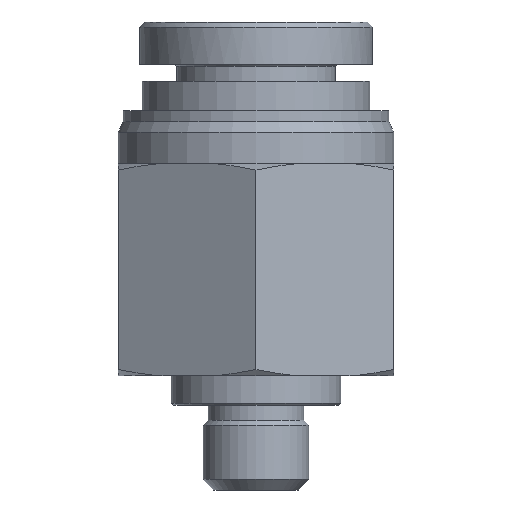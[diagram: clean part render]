
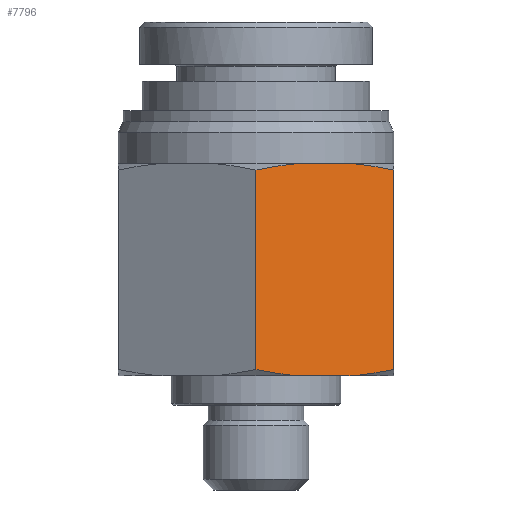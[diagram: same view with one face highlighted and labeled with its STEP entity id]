
A CAD part, left-side view. The second image highlights one B-rep face of the part: STEP entity #7796.
In plain terms, the highlighted face is planar.
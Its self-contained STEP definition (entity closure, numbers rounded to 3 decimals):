
#5624=CARTESIAN_POINT('',(-6.5,15.109,-3.753));
#5625=VERTEX_POINT('',#5624);
#5639=CARTESIAN_POINT('',(-6.5,5.691,-3.753));
#5640=VERTEX_POINT('',#5639);
#5641=CARTESIAN_POINT('',(-6.5,15.109,-3.753));
#5642=DIRECTION('',(0.0,-1.0,0.0));
#5643=VECTOR('',#5642,9.418);
#5644=LINE('',#5641,#5643);
#5645=EDGE_CURVE('',#5625,#5640,#5644,.T.);
#7235=CARTESIAN_POINT('',(-4.677,5.4,-4.805));
#7236=VERTEX_POINT('',#7235);
#7237=CARTESIAN_POINT('',(-4.677,5.4,-4.805));
#7238=CARTESIAN_POINT('',(-5.537,5.489,-4.309));
#7239=CARTESIAN_POINT('',(-6.5,5.691,-3.753));
#7247=(BOUNDED_CURVE()B_SPLINE_CURVE(2,(#7237,#7238,#7239),.UNSPECIFIED.,.F.,.U.)B_SPLINE_CURVE_WITH_KNOTS((3,3),(0.0,0.238),.UNSPECIFIED.)CURVE()GEOMETRIC_REPRESENTATION_ITEM()RATIONAL_B_SPLINE_CURVE((1.0,1.026,1.029))REPRESENTATION_ITEM(''));
#7248=EDGE_CURVE('',#7236,#5640,#7247,.T.);
#7266=CARTESIAN_POINT('',(0.,5.691,-7.506));
#7267=VERTEX_POINT('',#7266);
#7268=CARTESIAN_POINT('',(-1.823,5.4,-6.453));
#7269=VERTEX_POINT('',#7268);
#7270=CARTESIAN_POINT('',(0.,5.691,-7.506));
#7271=CARTESIAN_POINT('',(-0.963,5.489,-6.95));
#7272=CARTESIAN_POINT('',(-1.823,5.4,-6.453));
#7280=(BOUNDED_CURVE()B_SPLINE_CURVE(2,(#7270,#7271,#7272),.UNSPECIFIED.,.F.,.U.)B_SPLINE_CURVE_WITH_KNOTS((3,3),(0.308,0.545),.UNSPECIFIED.)CURVE()GEOMETRIC_REPRESENTATION_ITEM()RATIONAL_B_SPLINE_CURVE((1.029,1.026,1.0))REPRESENTATION_ITEM(''));
#7281=EDGE_CURVE('',#7267,#7269,#7280,.T.);
#7728=CARTESIAN_POINT('',(-6.5,15.4,-3.753));
#7729=DIRECTION('',(-0.5,0.,-0.866));
#7730=DIRECTION('',(0.866,0.,-0.5));
#7731=AXIS2_PLACEMENT_3D('',#7728,#7729,#7730);
#7732=PLANE('',#7731);
#7733=ORIENTED_EDGE('',*,*,#7248,.T.);
#7734=ORIENTED_EDGE('',*,*,#5645,.F.);
#7735=CARTESIAN_POINT('',(-4.677,15.4,-4.805));
#7736=VERTEX_POINT('',#7735);
#7737=CARTESIAN_POINT('',(-6.5,15.109,-3.753));
#7738=CARTESIAN_POINT('',(-5.537,15.311,-4.309));
#7739=CARTESIAN_POINT('',(-4.677,15.4,-4.805));
#7747=(BOUNDED_CURVE()B_SPLINE_CURVE(2,(#7737,#7738,#7739),.UNSPECIFIED.,.F.,.U.)B_SPLINE_CURVE_WITH_KNOTS((3,3),(0.308,0.545),.UNSPECIFIED.)CURVE()GEOMETRIC_REPRESENTATION_ITEM()RATIONAL_B_SPLINE_CURVE((1.029,1.026,1.0))REPRESENTATION_ITEM(''));
#7748=EDGE_CURVE('',#5625,#7736,#7747,.T.);
#7749=ORIENTED_EDGE('',*,*,#7748,.T.);
#7750=CARTESIAN_POINT('',(-3.25,15.4,-5.629));
#7751=VERTEX_POINT('',#7750);
#7752=CARTESIAN_POINT('',(-3.25,15.4,-5.629));
#7753=DIRECTION('',(-0.866,0.0,0.5));
#7754=VECTOR('',#7753,1.648);
#7755=LINE('',#7752,#7754);
#7756=EDGE_CURVE('',#7751,#7736,#7755,.T.);
#7757=ORIENTED_EDGE('',*,*,#7756,.F.);
#7758=CARTESIAN_POINT('',(-1.823,15.4,-6.453));
#7759=VERTEX_POINT('',#7758);
#7760=CARTESIAN_POINT('',(-1.823,15.4,-6.453));
#7761=DIRECTION('',(-0.866,0.0,0.5));
#7762=VECTOR('',#7761,1.648);
#7763=LINE('',#7760,#7762);
#7764=EDGE_CURVE('',#7759,#7751,#7763,.T.);
#7765=ORIENTED_EDGE('',*,*,#7764,.F.);
#7766=CARTESIAN_POINT('',(0.,15.109,-7.506));
#7767=VERTEX_POINT('',#7766);
#7768=CARTESIAN_POINT('',(-1.823,15.4,-6.453));
#7769=CARTESIAN_POINT('',(-0.963,15.311,-6.95));
#7770=CARTESIAN_POINT('',(0.,15.109,-7.506));
#7778=(BOUNDED_CURVE()B_SPLINE_CURVE(2,(#7768,#7769,#7770),.UNSPECIFIED.,.F.,.U.)B_SPLINE_CURVE_WITH_KNOTS((3,3),(0.0,0.238),.UNSPECIFIED.)CURVE()GEOMETRIC_REPRESENTATION_ITEM()RATIONAL_B_SPLINE_CURVE((1.0,1.026,1.029))REPRESENTATION_ITEM(''));
#7779=EDGE_CURVE('',#7759,#7767,#7778,.T.);
#7780=ORIENTED_EDGE('',*,*,#7779,.T.);
#7781=CARTESIAN_POINT('',(0.,15.109,-7.506));
#7782=DIRECTION('',(0.0,-1.0,0.0));
#7783=VECTOR('',#7782,9.418);
#7784=LINE('',#7781,#7783);
#7785=EDGE_CURVE('',#7767,#7267,#7784,.T.);
#7786=ORIENTED_EDGE('',*,*,#7785,.T.);
#7787=ORIENTED_EDGE('',*,*,#7281,.T.);
#7788=CARTESIAN_POINT('',(-4.677,5.4,-4.805));
#7789=DIRECTION('',(0.866,0.0,-0.5));
#7790=VECTOR('',#7789,3.295);
#7791=LINE('',#7788,#7790);
#7792=EDGE_CURVE('',#7236,#7269,#7791,.T.);
#7793=ORIENTED_EDGE('',*,*,#7792,.F.);
#7794=EDGE_LOOP('',(#7733,#7734,#7749,#7757,#7765,#7780,#7786,#7787,#7793));
#7795=FACE_OUTER_BOUND('',#7794,.T.);
#7796=ADVANCED_FACE('',(#7795),#7732,.T.);
